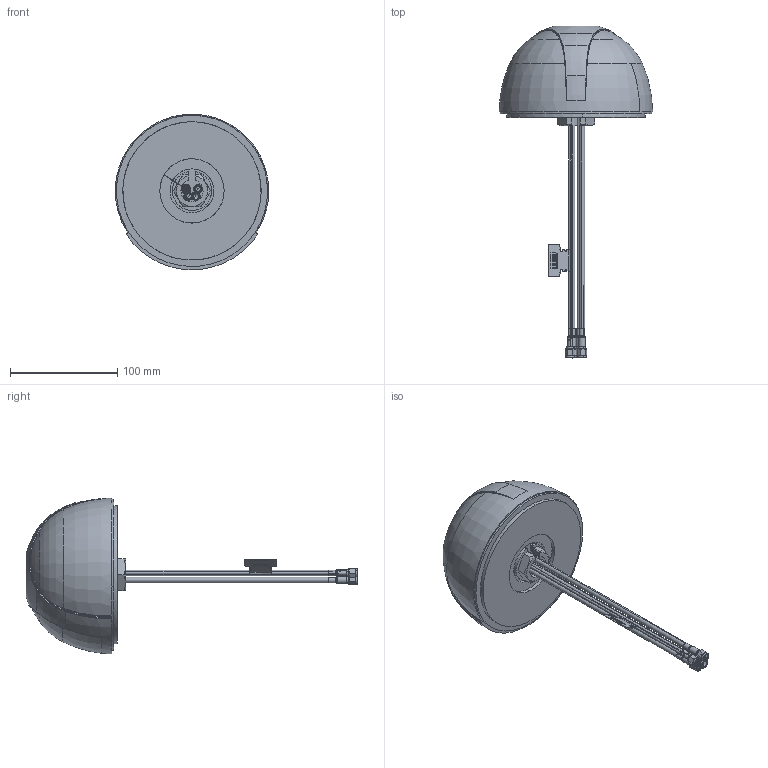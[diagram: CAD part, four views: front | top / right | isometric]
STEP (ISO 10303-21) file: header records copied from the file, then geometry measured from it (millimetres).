
FILE_DESCRIPTION (( 'STEP AP214' ), '1' );
FILE_NAME ('MA760.A.ABIC.003_web.STEP', '2022-03-25T09:50:14', ( '' ), ( '' ), 'SwSTEP 2.0', 'SolidWorks 2018', '' );
FILE_SCHEMA (( 'AUTOMOTIVE_DESIGN' ));
Length unit declared in the file: millimetre
Products named in the file (1): MA760.A.ABIC.003_web
Bounding box: 143.18 x 309.7 x 145.14 mm (x, y, z)
Surface area: 127886.5 mm2 (no closed solid volume)
Topology: 0 solids, 31 shells, 295 faces, 1042 edges, 776 vertices
Faces by surface type: plane 91, cylinder 84, torus 48, bspline 46, cone 26
Entity records: 28672 total; most frequent: CARTESIAN_POINT 18884, ORIENTED_EDGE 1670, EDGE_CURVE 1034, B_SPLINE_CURVE_WITH_KNOTS 956, VERTEX_POINT 776, DIRECTION 550, EDGE_LOOP 345, ADVANCED_FACE 293
